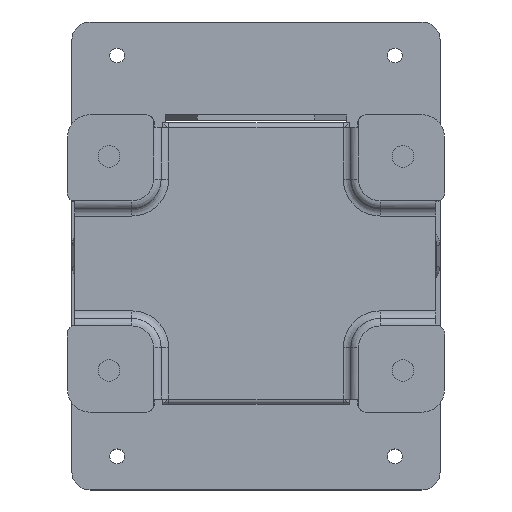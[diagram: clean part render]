
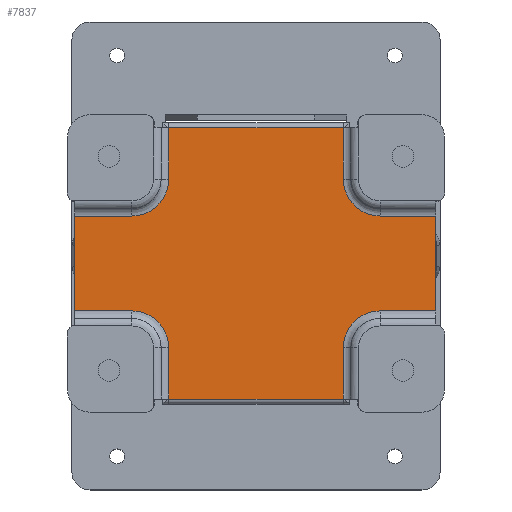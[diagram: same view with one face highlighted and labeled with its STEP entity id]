
A CAD part, top view. The second image highlights one B-rep face of the part: STEP entity #7837.
In plain terms, the highlighted face is planar.
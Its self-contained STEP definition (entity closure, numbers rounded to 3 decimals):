
#135=PLANE('',#8520);
#419=LINE('',#17676,#828);
#426=LINE('',#17721,#835);
#427=LINE('',#17744,#836);
#429=LINE('',#17762,#838);
#445=LINE('',#17842,#854);
#460=LINE('',#17896,#869);
#512=LINE('',#18234,#921);
#513=LINE('',#18239,#922);
#516=LINE('',#18272,#925);
#519=LINE('',#18310,#928);
#538=LINE('',#18407,#947);
#539=LINE('',#18409,#948);
#828=VECTOR('',#9547,1000.);
#835=VECTOR('',#9582,1000.);
#836=VECTOR('',#9611,1000.);
#838=VECTOR('',#9629,1000.);
#854=VECTOR('',#9711,1000.);
#869=VECTOR('',#9768,1000.);
#921=VECTOR('',#9950,1000.);
#922=VECTOR('',#9955,1000.);
#925=VECTOR('',#9984,1000.);
#928=VECTOR('',#9995,1000.);
#947=VECTOR('',#10088,1000.);
#948=VECTOR('',#10091,1000.);
#1373=CIRCLE('',#8306,20.377);
#1386=CIRCLE('',#8325,20.377);
#1393=CIRCLE('',#8334,20.377);
#1402=CIRCLE('',#8347,20.377);
#3600=ORIENTED_EDGE('',*,*,#4895,.F.);
#3601=ORIENTED_EDGE('',*,*,#4952,.F.);
#3602=ORIENTED_EDGE('',*,*,#4893,.F.);
#3603=ORIENTED_EDGE('',*,*,#4736,.F.);
#3604=ORIENTED_EDGE('',*,*,#4733,.F.);
#3605=ORIENTED_EDGE('',*,*,#4799,.F.);
#3606=ORIENTED_EDGE('',*,*,#4696,.F.);
#3607=ORIENTED_EDGE('',*,*,#4694,.F.);
#3608=ORIENTED_EDGE('',*,*,#4913,.F.);
#3609=ORIENTED_EDGE('',*,*,#4953,.F.);
#3610=ORIENTED_EDGE('',*,*,#4907,.F.);
#3611=ORIENTED_EDGE('',*,*,#4716,.F.);
#3612=ORIENTED_EDGE('',*,*,#4714,.F.);
#3613=ORIENTED_EDGE('',*,*,#4770,.F.);
#3614=ORIENTED_EDGE('',*,*,#4725,.F.);
#3615=ORIENTED_EDGE('',*,*,#4723,.F.);
#4694=EDGE_CURVE('',#5535,#5536,#1373,.T.);
#4696=EDGE_CURVE('',#5536,#5537,#419,.T.);
#4714=EDGE_CURVE('',#5552,#5553,#426,.T.);
#4716=EDGE_CURVE('',#5553,#5554,#1386,.T.);
#4723=EDGE_CURVE('',#5559,#5560,#1393,.T.);
#4725=EDGE_CURVE('',#5560,#5561,#427,.T.);
#4733=EDGE_CURVE('',#5568,#5569,#429,.T.);
#4736=EDGE_CURVE('',#5569,#5570,#1402,.T.);
#4770=EDGE_CURVE('',#5561,#5552,#445,.T.);
#4799=EDGE_CURVE('',#5537,#5568,#460,.T.);
#4893=EDGE_CURVE('',#5570,#5667,#512,.T.);
#4895=EDGE_CURVE('',#5668,#5559,#513,.T.);
#4907=EDGE_CURVE('',#5554,#5674,#516,.T.);
#4913=EDGE_CURVE('',#5678,#5535,#519,.T.);
#4952=EDGE_CURVE('',#5667,#5668,#538,.T.);
#4953=EDGE_CURVE('',#5674,#5678,#539,.T.);
#5535=VERTEX_POINT('',#17671);
#5536=VERTEX_POINT('',#17673);
#5537=VERTEX_POINT('',#17677);
#5552=VERTEX_POINT('',#17720);
#5553=VERTEX_POINT('',#17722);
#5554=VERTEX_POINT('',#17726);
#5559=VERTEX_POINT('',#17739);
#5560=VERTEX_POINT('',#17741);
#5561=VERTEX_POINT('',#17745);
#5568=VERTEX_POINT('',#17761);
#5569=VERTEX_POINT('',#17763);
#5570=VERTEX_POINT('',#17768);
#5667=VERTEX_POINT('',#18233);
#5668=VERTEX_POINT('',#18237);
#5674=VERTEX_POINT('',#18271);
#5678=VERTEX_POINT('',#18308);
#6678=EDGE_LOOP('',(#3600,#3601,#3602,#3603,#3604,#3605,#3606,#3607,#3608,
#3609,#3610,#3611,#3612,#3613,#3614,#3615));
#7203=FACE_BOUND('',#6678,.T.);
#7837=ADVANCED_FACE('',(#7203),#135,.F.);
#8306=AXIS2_PLACEMENT_3D('',#17672,#9541,#9542);
#8325=AXIS2_PLACEMENT_3D('',#17725,#9587,#9588);
#8334=AXIS2_PLACEMENT_3D('',#17740,#9605,#9606);
#8347=AXIS2_PLACEMENT_3D('',#17767,#9635,#9636);
#8520=AXIS2_PLACEMENT_3D('',#18408,#10089,#10090);
#9541=DIRECTION('',(0.,0.,-1.));
#9542=DIRECTION('',(-0.707,0.707,0.));
#9547=DIRECTION('',(1.,0.,0.));
#9582=DIRECTION('',(1.,0.,0.));
#9587=DIRECTION('',(0.,0.,-1.));
#9588=DIRECTION('',(0.707,0.707,0.));
#9605=DIRECTION('',(0.,0.,-1.));
#9606=DIRECTION('',(0.707,-0.707,0.));
#9611=DIRECTION('',(-1.,0.,0.));
#9629=DIRECTION('',(-1.,0.,0.));
#9635=DIRECTION('',(0.,0.,-1.));
#9636=DIRECTION('',(-0.707,-0.707,0.));
#9711=DIRECTION('',(0.,-1.,0.));
#9768=DIRECTION('',(0.,1.,0.));
#9950=DIRECTION('',(0.,1.,0.));
#9955=DIRECTION('',(0.,-1.,0.));
#9984=DIRECTION('',(0.,-1.,0.));
#9995=DIRECTION('',(0.,1.,0.));
#10088=DIRECTION('',(-1.,0.,0.));
#10089=DIRECTION('',(0.,0.,1.));
#10090=DIRECTION('',(1.,0.,0.));
#10091=DIRECTION('',(1.,0.,0.));
#17671=CARTESIAN_POINT('',(48.623,-46.5,0.));
#17672=CARTESIAN_POINT('',(69.,-46.5,0.));
#17673=CARTESIAN_POINT('',(69.,-26.123,0.));
#17676=CARTESIAN_POINT('',(49.75,-26.123,0.));
#17677=CARTESIAN_POINT('',(99.5,-26.123,0.));
#17720=CARTESIAN_POINT('',(-99.5,-26.123,0.));
#17721=CARTESIAN_POINT('',(-34.,-26.123,0.));
#17722=CARTESIAN_POINT('',(-68.,-26.123,0.));
#17725=CARTESIAN_POINT('',(-68.,-46.5,0.));
#17726=CARTESIAN_POINT('',(-47.623,-46.5,0.));
#17739=CARTESIAN_POINT('',(-47.623,46.5,0.));
#17740=CARTESIAN_POINT('',(-68.,46.5,0.));
#17741=CARTESIAN_POINT('',(-68.,26.123,0.));
#17744=CARTESIAN_POINT('',(-49.75,26.123,0.));
#17745=CARTESIAN_POINT('',(-99.5,26.123,0.));
#17761=CARTESIAN_POINT('',(99.5,26.123,0.));
#17762=CARTESIAN_POINT('',(34.5,26.123,0.));
#17763=CARTESIAN_POINT('',(69.,26.123,0.));
#17767=CARTESIAN_POINT('',(69.,46.5,0.));
#17768=CARTESIAN_POINT('',(48.623,46.5,0.));
#17842=CARTESIAN_POINT('',(-99.5,0.,0.));
#17896=CARTESIAN_POINT('',(99.5,0.,0.));
#18233=CARTESIAN_POINT('',(48.623,74.75,0.));
#18234=CARTESIAN_POINT('',(48.623,37.5,0.));
#18237=CARTESIAN_POINT('',(-47.623,74.75,0.));
#18239=CARTESIAN_POINT('',(-47.623,23.25,0.));
#18271=CARTESIAN_POINT('',(-47.623,-74.75,0.));
#18272=CARTESIAN_POINT('',(-47.623,-37.5,0.));
#18308=CARTESIAN_POINT('',(48.623,-74.75,0.));
#18310=CARTESIAN_POINT('',(48.623,-23.25,0.));
#18407=CARTESIAN_POINT('',(-25.5,74.75,0.));
#18408=CARTESIAN_POINT('',(0.,0.,0.));
#18409=CARTESIAN_POINT('',(26.,-74.75,0.));
